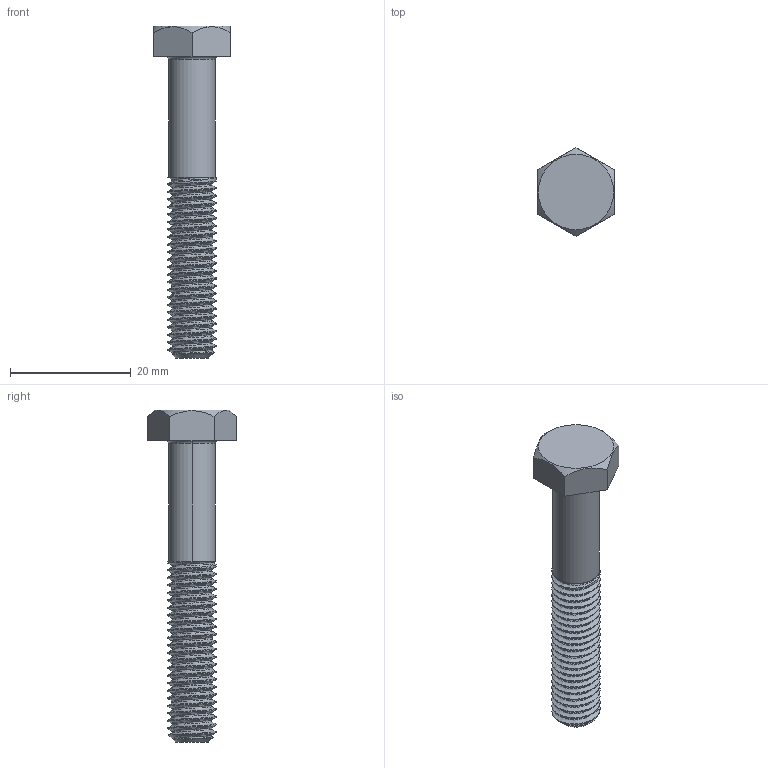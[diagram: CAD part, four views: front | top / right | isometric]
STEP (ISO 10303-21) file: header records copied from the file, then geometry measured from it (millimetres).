
FILE_DESCRIPTION (( 'STEP AP214' ), '1' );
FILE_NAME ('M8 X 1.25 mm Bolt.STEP', '2015-05-18T10:01:39', ( '' ), ( '' ), 'SwSTEP 2.0', 'SolidWorks 2015', '' );
FILE_SCHEMA (( 'AUTOMOTIVE_DESIGN' ));
Length unit declared in the file: millimetre
Products named in the file (1): M8 X 1.25 mm Bolt
Bounding box: 12.73 x 14.7 x 55.1 mm (x, y, z)
Volume: 2889.9 mm3; surface area: 2083.3 mm2
Topology: 1 solids, 1 shells, 69 faces, 194 edges, 129 vertices
Faces by surface type: cylinder 50, plane 10, cone 4, bspline 3, torus 2
Entity records: 10735 total; most frequent: CARTESIAN_POINT 9133, ORIENTED_EDGE 388, DIRECTION 231, EDGE_CURVE 194, VERTEX_POINT 129, B_SPLINE_CURVE_WITH_KNOTS 113, AXIS2_PLACEMENT_3D 83, EDGE_LOOP 71
